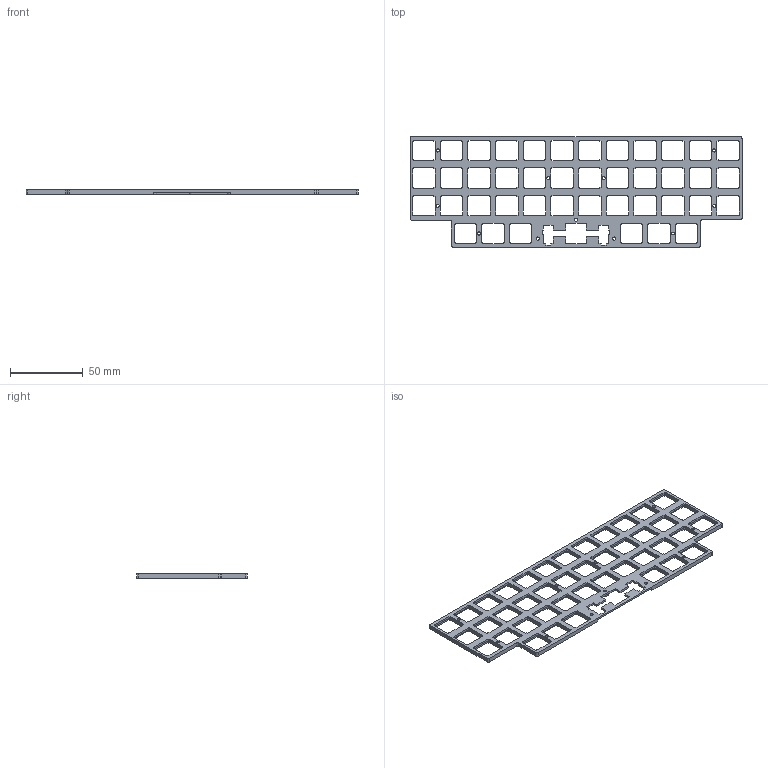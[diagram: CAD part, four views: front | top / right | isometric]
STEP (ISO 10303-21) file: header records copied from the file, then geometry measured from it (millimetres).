
FILE_DESCRIPTION(('HOOPS Exchange Step'),'2;1');
FILE_NAME('temp_export','2023-12-31T14:03:14-05:00',('jscotto'),('Shapr3D Limited'),'HOOPS Exchange 2023.2','Shapr3D','Authorized');
FILE_SCHEMA( ('AUTOMOTIVE_DESIGN { 1 0 10303 214 1 1 1 1 }') );
Length unit declared in the file: millimetre
Products named in the file (1): Plate (4x12_7)
Bounding box: 228.6 x 76.2 x 3 mm (x, y, z)
Volume: 18574.1 mm3; surface area: 23433.2 mm2
Topology: 1 solids, 1 shells, 748 faces, 2260 edges, 1514 vertices
Faces by surface type: plane 725, cylinder 23
Full cylindrical faces by diameter (mm): 2 x1, 2.2 x10
Entity records: 25148 total; most frequent: CARTESIAN_POINT 4523, ORIENTED_EDGE 4520, DIRECTION 3826, EDGE_CURVE 2260, VECTOR 2192, LINE 2192, VERTEX_POINT 1514, EDGE_LOOP 856
